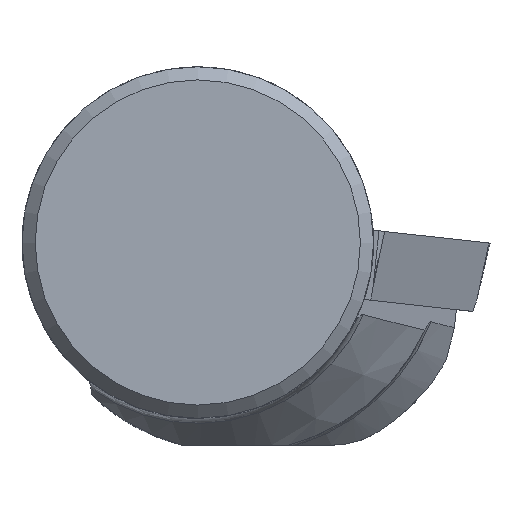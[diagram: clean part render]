
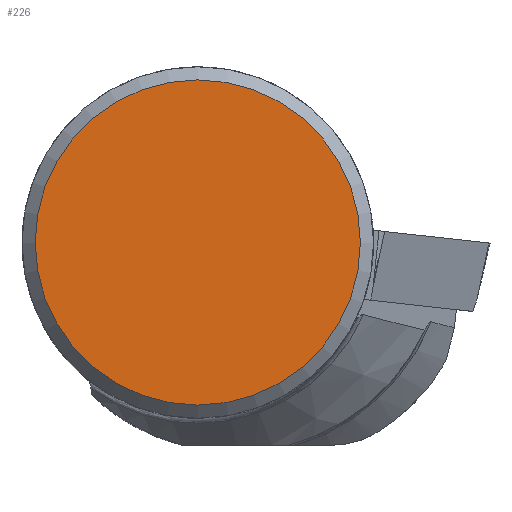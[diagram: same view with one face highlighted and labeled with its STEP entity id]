
A CAD part, top view. The second image highlights one B-rep face of the part: STEP entity #226.
In plain terms, the highlighted planar face has unit normal (0, 0, 1).
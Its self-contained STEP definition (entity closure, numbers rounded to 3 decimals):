
#151=CIRCLE('',#1001,9.25);
#226=ADVANCED_FACE('',(#296),#260,.T.);
#260=PLANE('',#1037);
#296=FACE_OUTER_BOUND('',#337,.T.);
#337=EDGE_LOOP('',(#537));
#537=ORIENTED_EDGE('',*,*,#729,.F.);
#643=VERTEX_POINT('',#1415);
#729=EDGE_CURVE('',#643,#643,#151,.T.);
#1001=AXIS2_PLACEMENT_3D('',#1414,#1129,#1130);
#1037=AXIS2_PLACEMENT_3D('',#1685,#1217,#1218);
#1129=DIRECTION('',(0.,0.,-1.));
#1130=DIRECTION('',(1.,0.,0.));
#1217=DIRECTION('',(0.,0.,1.));
#1218=DIRECTION('',(1.,0.,0.));
#1414=CARTESIAN_POINT('',(0.,0.,0.299));
#1415=CARTESIAN_POINT('',(9.25,0.,0.299));
#1685=CARTESIAN_POINT('',(0.,0.,0.299));
